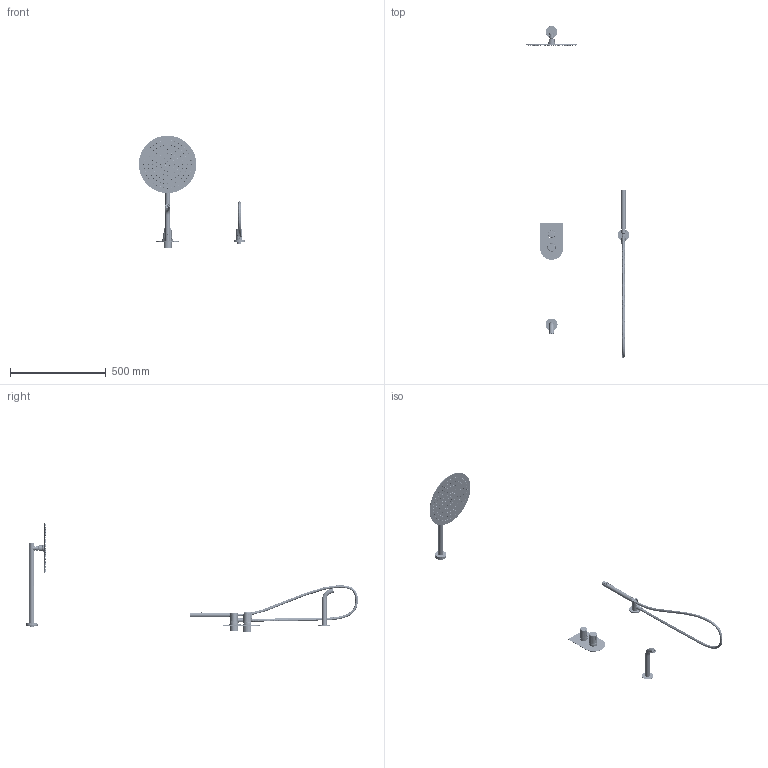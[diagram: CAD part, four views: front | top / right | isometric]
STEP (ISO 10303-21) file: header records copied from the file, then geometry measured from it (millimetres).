
FILE_DESCRIPTION (( 'STEP AP203' ), '1' );
FILE_NAME ('34C313134.STEP', '2026-01-08T06:40:52', ( '' ), ( '' ), 'SwSTEP 2.0', 'SolidWorks 2025', '' );
FILE_SCHEMA (( 'CONFIG_CONTROL_DESIGN' ));
Length unit declared in the file: millimetre
Products named in the file (1): 34C313134
Bounding box: 554.79 x 1732.18 x 588.72 mm (x, y, z)
Surface area: 760639.2 mm2 (no closed solid volume)
Topology: 0 solids, 29 shells, 5494 faces, 14058 edges, 9259 vertices
Faces by surface type: bspline 1615, plane 1520, cylinder 1429, cone 874, torus 52, sphere 4
Entity records: 224869 total; most frequent: CARTESIAN_POINT 94978, ORIENTED_EDGE 28048, DIRECTION 26326, EDGE_CURVE 14026, AXIS2_PLACEMENT_3D 11078, VERTEX_POINT 9259, CIRCLE 7198, EDGE_LOOP 6917
